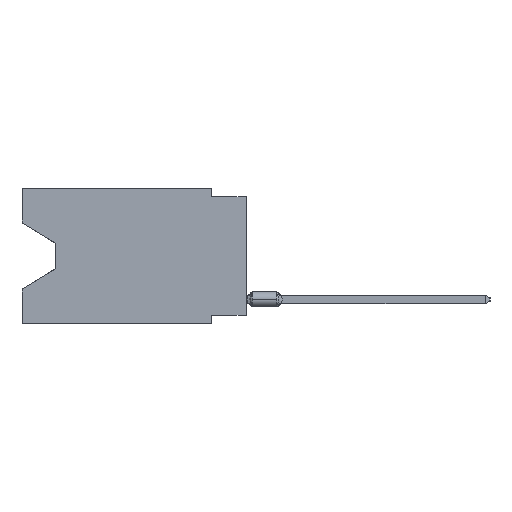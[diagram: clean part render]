
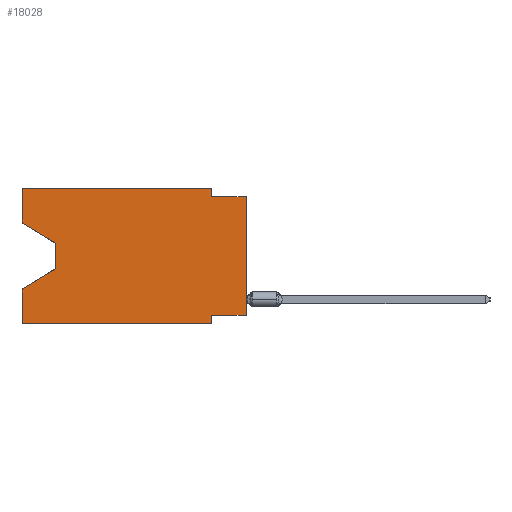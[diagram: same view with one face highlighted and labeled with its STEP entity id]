
A CAD part, left-side view. The second image highlights one B-rep face of the part: STEP entity #18028.
In plain terms, the highlighted planar face has unit normal (-1, 0, 0).
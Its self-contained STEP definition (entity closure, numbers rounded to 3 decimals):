
#317 = ORIENTED_EDGE ( 'NONE', *, *, #8139, .T. ) ;
#666 = VECTOR ( 'NONE', #21702, 1000. ) ;
#757 = ORIENTED_EDGE ( 'NONE', *, *, #83041, .F. ) ;
#1020 = LINE ( 'NONE', #55414, #10635 ) ;
#1704 = EDGE_LOOP ( 'NONE', ( #50707, #68213, #68309, #83193, #28378, #757, #47150, #317, #33237, #76305, #65533, #71008 ) ) ;
#1797 = LINE ( 'NONE', #15826, #40450 ) ;
#6286 = LINE ( 'NONE', #46670, #15918 ) ;
#7579 = CARTESIAN_POINT ( 'NONE',  ( 0., 2.54, 0. ) ) ;
#8139 = EDGE_CURVE ( 'NONE', #48764, #38604, #1797, .T. ) ;
#8681 = VECTOR ( 'NONE', #54350, 1000. ) ;
#9913 = CARTESIAN_POINT ( 'NONE',  ( 0., 13.97, -5.893 ) ) ;
#10635 = VECTOR ( 'NONE', #49701, 1000. ) ;
#10715 = CARTESIAN_POINT ( 'NONE',  ( 0., 13.97, -4.013 ) ) ;
#12684 = VERTEX_POINT ( 'NONE', #75715 ) ;
#14629 = CARTESIAN_POINT ( 'NONE',  ( 0., 0., -0.635 ) ) ;
#15023 = VERTEX_POINT ( 'NONE', #26742 ) ;
#15826 = CARTESIAN_POINT ( 'NONE',  ( 0., 0., 0. ) ) ;
#15918 = VECTOR ( 'NONE', #72565, 1000. ) ;
#18028 = ADVANCED_FACE ( 'NONE', ( #55978 ), #82731, .F. ) ;
#19370 = LINE ( 'NONE', #38691, #65947 ) ;
#20138 = CARTESIAN_POINT ( 'NONE',  ( 0., 16.383, 0. ) ) ;
#21702 = DIRECTION ( 'NONE',  ( 0., -1., 0. ) ) ;
#21954 = DIRECTION ( 'NONE',  ( 0., 1., 0. ) ) ;
#22639 = CARTESIAN_POINT ( 'NONE',  ( 0., 16.383, 0. ) ) ;
#23033 = CARTESIAN_POINT ( 'NONE',  ( 0., 0., -9.271 ) ) ;
#24745 = LINE ( 'NONE', #10715, #54214 ) ;
#25815 = LINE ( 'NONE', #86797, #68026 ) ;
#26691 = DIRECTION ( 'NONE',  ( 0., 0., 1. ) ) ;
#26742 = CARTESIAN_POINT ( 'NONE',  ( 0., 16.383, -7.36 ) ) ;
#27472 = DIRECTION ( 'NONE',  ( 0., 0., -1. ) ) ;
#28378 = ORIENTED_EDGE ( 'NONE', *, *, #29179, .T. ) ;
#28816 = CARTESIAN_POINT ( 'NONE',  ( 0., 16.383, -2.546 ) ) ;
#29179 = EDGE_CURVE ( 'NONE', #49073, #12684, #35313, .T. ) ;
#30915 = DIRECTION ( 'NONE',  ( 0., 0., -1. ) ) ;
#31405 = VERTEX_POINT ( 'NONE', #28816 ) ;
#32028 = EDGE_CURVE ( 'NONE', #58644, #61928, #24745, .T. ) ;
#33237 = ORIENTED_EDGE ( 'NONE', *, *, #48800, .F. ) ;
#35313 = LINE ( 'NONE', #81790, #666 ) ;
#36262 = CARTESIAN_POINT ( 'NONE',  ( 0., 13.97, -4.013 ) ) ;
#36691 = DIRECTION ( 'NONE',  ( 0., 0.855, -0.519 ) ) ;
#37054 = CARTESIAN_POINT ( 'NONE',  ( 0., 0., -0.635 ) ) ;
#38604 = VERTEX_POINT ( 'NONE', #14629 ) ;
#38691 = CARTESIAN_POINT ( 'NONE',  ( 0., 16.383, 0. ) ) ;
#38878 = EDGE_CURVE ( 'NONE', #48764, #53721, #49589, .T. ) ;
#39230 = VECTOR ( 'NONE', #36691, 1000. ) ;
#40450 = VECTOR ( 'NONE', #75058, 1000. ) ;
#44627 = LINE ( 'NONE', #45480, #51372 ) ;
#45480 = CARTESIAN_POINT ( 'NONE',  ( 0., 2.54, -9.906 ) ) ;
#46509 = VERTEX_POINT ( 'NONE', #7579 ) ;
#46670 = CARTESIAN_POINT ( 'NONE',  ( 0., 16.383, -2.546 ) ) ;
#47150 = ORIENTED_EDGE ( 'NONE', *, *, #38878, .F. ) ;
#48764 = VERTEX_POINT ( 'NONE', #23033 ) ;
#48800 = EDGE_CURVE ( 'NONE', #64870, #38604, #64249, .T. ) ;
#49073 = VERTEX_POINT ( 'NONE', #75145 ) ;
#49589 = LINE ( 'NONE', #82038, #78388 ) ;
#49701 = DIRECTION ( 'NONE',  ( 0., 0., -1. ) ) ;
#50707 = ORIENTED_EDGE ( 'NONE', *, *, #79802, .T. ) ;
#51372 = VECTOR ( 'NONE', #58208, 1000. ) ;
#53068 = LINE ( 'NONE', #20138, #8681 ) ;
#53297 = AXIS2_PLACEMENT_3D ( 'NONE', #22639, #81411, #27472 ) ;
#53721 = VERTEX_POINT ( 'NONE', #61093 ) ;
#54214 = VECTOR ( 'NONE', #30915, 1000. ) ;
#54350 = DIRECTION ( 'NONE',  ( 0., -1., 0. ) ) ;
#55102 = EDGE_CURVE ( 'NONE', #31405, #63807, #19370, .T. ) ;
#55414 = CARTESIAN_POINT ( 'NONE',  ( 0., 2.54, 0. ) ) ;
#55978 = FACE_OUTER_BOUND ( 'NONE', #1704, .T. ) ;
#56807 = EDGE_CURVE ( 'NONE', #63807, #46509, #53068, .T. ) ;
#58208 = DIRECTION ( 'NONE',  ( 0., 0., -1. ) ) ;
#58644 = VERTEX_POINT ( 'NONE', #36262 ) ;
#61093 = CARTESIAN_POINT ( 'NONE',  ( 0., 2.54, -9.271 ) ) ;
#61465 = CARTESIAN_POINT ( 'NONE',  ( 0., 2.54, -0.635 ) ) ;
#61928 = VERTEX_POINT ( 'NONE', #68109 ) ;
#63807 = VERTEX_POINT ( 'NONE', #85310 ) ;
#64249 = LINE ( 'NONE', #37054, #82146 ) ;
#64870 = VERTEX_POINT ( 'NONE', #61465 ) ;
#65533 = ORIENTED_EDGE ( 'NONE', *, *, #56807, .F. ) ;
#65947 = VECTOR ( 'NONE', #72910, 1000. ) ;
#68026 = VECTOR ( 'NONE', #26691, 1000. ) ;
#68109 = CARTESIAN_POINT ( 'NONE',  ( 0., 13.97, -5.893 ) ) ;
#68213 = ORIENTED_EDGE ( 'NONE', *, *, #32028, .T. ) ;
#68309 = ORIENTED_EDGE ( 'NONE', *, *, #71431, .T. ) ;
#71008 = ORIENTED_EDGE ( 'NONE', *, *, #55102, .F. ) ;
#71431 = EDGE_CURVE ( 'NONE', #61928, #15023, #77463, .T. ) ;
#71692 = DIRECTION ( 'NONE',  ( 0., -1., 0. ) ) ;
#72565 = DIRECTION ( 'NONE',  ( 0., -0.855, -0.519 ) ) ;
#72910 = DIRECTION ( 'NONE',  ( 0., 0., 1. ) ) ;
#75058 = DIRECTION ( 'NONE',  ( 0., 0., 1. ) ) ;
#75145 = CARTESIAN_POINT ( 'NONE',  ( 0., 16.383, -9.906 ) ) ;
#75715 = CARTESIAN_POINT ( 'NONE',  ( 0., 2.54, -9.906 ) ) ;
#76305 = ORIENTED_EDGE ( 'NONE', *, *, #83612, .F. ) ;
#77463 = LINE ( 'NONE', #9913, #39230 ) ;
#78388 = VECTOR ( 'NONE', #21954, 1000. ) ;
#79802 = EDGE_CURVE ( 'NONE', #31405, #58644, #6286, .T. ) ;
#81411 = DIRECTION ( 'NONE',  ( 1., 0., 0. ) ) ;
#81619 = EDGE_CURVE ( 'NONE', #49073, #15023, #25815, .T. ) ;
#81790 = CARTESIAN_POINT ( 'NONE',  ( 0., 16.383, -9.906 ) ) ;
#82038 = CARTESIAN_POINT ( 'NONE',  ( 0., 0., -9.271 ) ) ;
#82146 = VECTOR ( 'NONE', #71692, 1000. ) ;
#82731 = PLANE ( 'NONE',  #53297 ) ;
#83041 = EDGE_CURVE ( 'NONE', #53721, #12684, #44627, .T. ) ;
#83193 = ORIENTED_EDGE ( 'NONE', *, *, #81619, .F. ) ;
#83612 = EDGE_CURVE ( 'NONE', #46509, #64870, #1020, .T. ) ;
#85310 = CARTESIAN_POINT ( 'NONE',  ( 0., 16.383, 0. ) ) ;
#86797 = CARTESIAN_POINT ( 'NONE',  ( 0., 16.383, 0. ) ) ;
